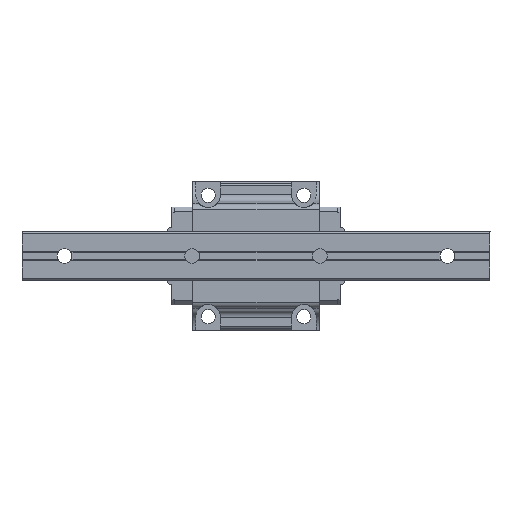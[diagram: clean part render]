
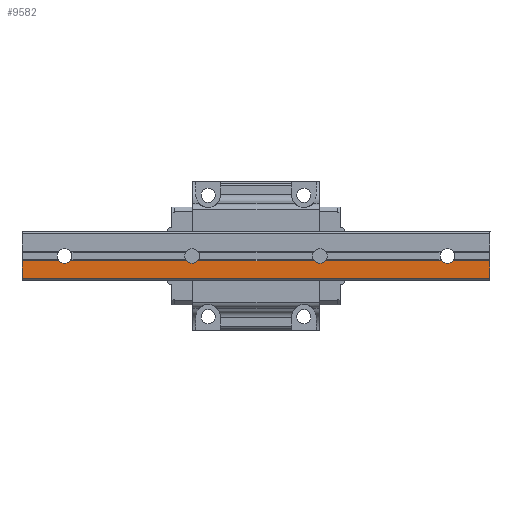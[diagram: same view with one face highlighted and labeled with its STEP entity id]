
A CAD part, front view. The second image highlights one B-rep face of the part: STEP entity #9582.
In plain terms, the highlighted planar face has unit normal (0, -1, 0).
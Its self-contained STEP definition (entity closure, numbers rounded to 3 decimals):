
#146 = EDGE_CURVE ( 'NONE', #7877, #7293, #2351, .T. ) ;
#148 = VECTOR ( 'NONE', #9089, 1000. ) ;
#158 = EDGE_CURVE ( 'NONE', #3830, #1375, #9558, .T. ) ;
#169 = LINE ( 'NONE', #4840, #988 ) ;
#207 = CIRCLE ( 'NONE', #3847, 3.5 ) ;
#224 = EDGE_CURVE ( 'NONE', #5367, #3830, #4471, .T. ) ;
#272 = CARTESIAN_POINT ( 'NONE',  ( 60., 0., 0. ) ) ;
#284 = CARTESIAN_POINT ( 'NONE',  ( 120., 0., 0. ) ) ;
#678 = ORIENTED_EDGE ( 'NONE', *, *, #10097, .T. ) ;
#822 = VERTEX_POINT ( 'NONE', #4863 ) ;
#988 = VECTOR ( 'NONE', #4873, 1000. ) ;
#1020 = CIRCLE ( 'NONE', #8970, 3.5 ) ;
#1098 = DIRECTION ( 'NONE',  ( 0., 1., 0. ) ) ;
#1234 = ORIENTED_EDGE ( 'NONE', *, *, #2185, .F. ) ;
#1271 = CARTESIAN_POINT ( 'NONE',  ( 120., 0., 0. ) ) ;
#1342 = AXIS2_PLACEMENT_3D ( 'NONE', #5830, #3019, #5746 ) ;
#1375 = VERTEX_POINT ( 'NONE', #8157 ) ;
#1401 = EDGE_CURVE ( 'NONE', #4258, #1748, #1849, .T. ) ;
#1403 = EDGE_LOOP ( 'NONE', ( #9843, #7802, #6020, #4484, #10989, #678, #9809, #11310, #10992, #1623, #6897, #1234, #8849, #5068, #10934, #10017 ) ) ;
#1491 = CARTESIAN_POINT ( 'NONE',  ( 177.319, 0., -2.25 ) ) ;
#1623 = ORIENTED_EDGE ( 'NONE', *, *, #2316, .T. ) ;
#1748 = VERTEX_POINT ( 'NONE', #7394 ) ;
#1849 = CIRCLE ( 'NONE', #4156, 3.5 ) ;
#1946 = EDGE_CURVE ( 'NONE', #7536, #4653, #2547, .T. ) ;
#2027 = CARTESIAN_POINT ( 'NONE',  ( 180., 0., 0. ) ) ;
#2133 = CARTESIAN_POINT ( 'NONE',  ( -20., 0., -2.25 ) ) ;
#2185 = EDGE_CURVE ( 'NONE', #10550, #5927, #169, .T. ) ;
#2263 = VECTOR ( 'NONE', #4808, 1000. ) ;
#2316 = EDGE_CURVE ( 'NONE', #1375, #8335, #11299, .T. ) ;
#2351 = LINE ( 'NONE', #10882, #9825 ) ;
#2375 = CARTESIAN_POINT ( 'NONE',  ( 182.681, 0., -2.25 ) ) ;
#2547 = CIRCLE ( 'NONE', #7590, 3.5 ) ;
#2632 = CARTESIAN_POINT ( 'NONE',  ( -20., 0., -2.25 ) ) ;
#2675 = CARTESIAN_POINT ( 'NONE',  ( 2.681, 0., -2.25 ) ) ;
#2696 = CARTESIAN_POINT ( 'NONE',  ( 117.319, 0., -2.25 ) ) ;
#2772 = VERTEX_POINT ( 'NONE', #5504 ) ;
#2999 = DIRECTION ( 'NONE',  ( 0., 0., -1. ) ) ;
#3019 = DIRECTION ( 'NONE',  ( 0., 1., 0. ) ) ;
#3049 = DIRECTION ( 'NONE',  ( -1., 0., 0. ) ) ;
#3206 = VECTOR ( 'NONE', #8154, 1000. ) ;
#3276 = LINE ( 'NONE', #10496, #6808 ) ;
#3433 = DIRECTION ( 'NONE',  ( 0., 0., -1. ) ) ;
#3506 = CARTESIAN_POINT ( 'NONE',  ( -20., 0., -10.5 ) ) ;
#3513 = CARTESIAN_POINT ( 'NONE',  ( 60., 0., 0. ) ) ;
#3719 = CARTESIAN_POINT ( 'NONE',  ( 122.681, 0., -2.25 ) ) ;
#3737 = VERTEX_POINT ( 'NONE', #1491 ) ;
#3830 = VERTEX_POINT ( 'NONE', #9524 ) ;
#3847 = AXIS2_PLACEMENT_3D ( 'NONE', #8366, #11047, #7583 ) ;
#4081 = VERTEX_POINT ( 'NONE', #2675 ) ;
#4113 = CIRCLE ( 'NONE', #1342, 3.5 ) ;
#4156 = AXIS2_PLACEMENT_3D ( 'NONE', #284, #1098, #11052 ) ;
#4258 = VERTEX_POINT ( 'NONE', #3719 ) ;
#4319 = DIRECTION ( 'NONE',  ( -1., 0., 0. ) ) ;
#4432 = AXIS2_PLACEMENT_3D ( 'NONE', #7039, #7913, #8731 ) ;
#4469 = CARTESIAN_POINT ( 'NONE',  ( -20., 0., -10.5 ) ) ;
#4471 = CIRCLE ( 'NONE', #8681, 3.5 ) ;
#4484 = ORIENTED_EDGE ( 'NONE', *, *, #6520, .T. ) ;
#4653 = VERTEX_POINT ( 'NONE', #11379 ) ;
#4808 = DIRECTION ( 'NONE',  ( 0., 0., -1. ) ) ;
#4840 = CARTESIAN_POINT ( 'NONE',  ( 200., 0., 0. ) ) ;
#4849 = AXIS2_PLACEMENT_3D ( 'NONE', #1271, #9318, #8444 ) ;
#4863 = CARTESIAN_POINT ( 'NONE',  ( 57.319, 0., -2.25 ) ) ;
#4873 = DIRECTION ( 'NONE',  ( 0., 0., -1. ) ) ;
#4936 = EDGE_CURVE ( 'NONE', #8335, #5927, #10561, .T. ) ;
#5065 = LINE ( 'NONE', #2133, #6892 ) ;
#5068 = ORIENTED_EDGE ( 'NONE', *, *, #1946, .T. ) ;
#5106 = DIRECTION ( 'NONE',  ( -1., 0., 0. ) ) ;
#5313 = CARTESIAN_POINT ( 'NONE',  ( 0., 0., 0. ) ) ;
#5367 = VERTEX_POINT ( 'NONE', #10284 ) ;
#5379 = DIRECTION ( 'NONE',  ( 0., 0., -1. ) ) ;
#5418 = EDGE_CURVE ( 'NONE', #1748, #7877, #9151, .T. ) ;
#5430 = EDGE_CURVE ( 'NONE', #3737, #4258, #5065, .T. ) ;
#5504 = CARTESIAN_POINT ( 'NONE',  ( 60., 0., -3.5 ) ) ;
#5746 = DIRECTION ( 'NONE',  ( 0., 0., -1. ) ) ;
#5830 = CARTESIAN_POINT ( 'NONE',  ( 0., 0., 0. ) ) ;
#5927 = VERTEX_POINT ( 'NONE', #6406 ) ;
#6020 = ORIENTED_EDGE ( 'NONE', *, *, #146, .T. ) ;
#6362 = CARTESIAN_POINT ( 'NONE',  ( -20., 0., -2.25 ) ) ;
#6406 = CARTESIAN_POINT ( 'NONE',  ( 200., 0., -10.5 ) ) ;
#6439 = CARTESIAN_POINT ( 'NONE',  ( 62.681, 0., -2.25 ) ) ;
#6520 = EDGE_CURVE ( 'NONE', #7293, #2772, #9117, .T. ) ;
#6808 = VECTOR ( 'NONE', #5106, 1000. ) ;
#6892 = VECTOR ( 'NONE', #3049, 1000. ) ;
#6897 = ORIENTED_EDGE ( 'NONE', *, *, #4936, .T. ) ;
#7039 = CARTESIAN_POINT ( 'NONE',  ( -20., 0., -10.5 ) ) ;
#7226 = DIRECTION ( 'NONE',  ( -1., 0., 0. ) ) ;
#7274 = LINE ( 'NONE', #2632, #8789 ) ;
#7293 = VERTEX_POINT ( 'NONE', #6439 ) ;
#7394 = CARTESIAN_POINT ( 'NONE',  ( 120., 0., -3.5 ) ) ;
#7536 = VERTEX_POINT ( 'NONE', #2375 ) ;
#7583 = DIRECTION ( 'NONE',  ( 0., 0., -1. ) ) ;
#7590 = AXIS2_PLACEMENT_3D ( 'NONE', #2027, #10615, #3433 ) ;
#7802 = ORIENTED_EDGE ( 'NONE', *, *, #5418, .T. ) ;
#7877 = VERTEX_POINT ( 'NONE', #2696 ) ;
#7913 = DIRECTION ( 'NONE',  ( 0., -1., 0. ) ) ;
#8154 = DIRECTION ( 'NONE',  ( -1., 0., 0. ) ) ;
#8157 = CARTESIAN_POINT ( 'NONE',  ( -20., 0., -2.25 ) ) ;
#8301 = EDGE_CURVE ( 'NONE', #10550, #7536, #7274, .T. ) ;
#8335 = VERTEX_POINT ( 'NONE', #3506 ) ;
#8366 = CARTESIAN_POINT ( 'NONE',  ( 180., 0., 0. ) ) ;
#8377 = FACE_OUTER_BOUND ( 'NONE', #1403, .T. ) ;
#8394 = DIRECTION ( 'NONE',  ( 0., 1., 0. ) ) ;
#8444 = DIRECTION ( 'NONE',  ( 0., 0., -1. ) ) ;
#8463 = CARTESIAN_POINT ( 'NONE',  ( -20., 0., 0. ) ) ;
#8629 = PLANE ( 'NONE',  #4432 ) ;
#8681 = AXIS2_PLACEMENT_3D ( 'NONE', #5313, #9800, #8973 ) ;
#8731 = DIRECTION ( 'NONE',  ( 0., 0., -1. ) ) ;
#8789 = VECTOR ( 'NONE', #4319, 1000. ) ;
#8849 = ORIENTED_EDGE ( 'NONE', *, *, #8301, .T. ) ;
#8970 = AXIS2_PLACEMENT_3D ( 'NONE', #3513, #11641, #5379 ) ;
#8973 = DIRECTION ( 'NONE',  ( 0., 0., -1. ) ) ;
#9089 = DIRECTION ( 'NONE',  ( 1., 0., 0. ) ) ;
#9117 = CIRCLE ( 'NONE', #11638, 3.5 ) ;
#9151 = CIRCLE ( 'NONE', #4849, 3.5 ) ;
#9318 = DIRECTION ( 'NONE',  ( 0., 1., 0. ) ) ;
#9361 = EDGE_CURVE ( 'NONE', #4653, #3737, #207, .T. ) ;
#9524 = CARTESIAN_POINT ( 'NONE',  ( -2.681, 0., -2.25 ) ) ;
#9558 = LINE ( 'NONE', #6362, #3206 ) ;
#9582 = ADVANCED_FACE ( 'NONE', ( #8377 ), #8629, .T. ) ;
#9800 = DIRECTION ( 'NONE',  ( 0., 1., 0. ) ) ;
#9809 = ORIENTED_EDGE ( 'NONE', *, *, #10544, .T. ) ;
#9825 = VECTOR ( 'NONE', #7226, 1000. ) ;
#9843 = ORIENTED_EDGE ( 'NONE', *, *, #1401, .T. ) ;
#10017 = ORIENTED_EDGE ( 'NONE', *, *, #5430, .T. ) ;
#10097 = EDGE_CURVE ( 'NONE', #822, #4081, #3276, .T. ) ;
#10217 = CARTESIAN_POINT ( 'NONE',  ( 200., 0., -2.25 ) ) ;
#10242 = EDGE_CURVE ( 'NONE', #2772, #822, #1020, .T. ) ;
#10284 = CARTESIAN_POINT ( 'NONE',  ( 0., 0., -3.5 ) ) ;
#10496 = CARTESIAN_POINT ( 'NONE',  ( -20., 0., -2.25 ) ) ;
#10544 = EDGE_CURVE ( 'NONE', #4081, #5367, #4113, .T. ) ;
#10550 = VERTEX_POINT ( 'NONE', #10217 ) ;
#10561 = LINE ( 'NONE', #4469, #148 ) ;
#10615 = DIRECTION ( 'NONE',  ( 0., 1., 0. ) ) ;
#10882 = CARTESIAN_POINT ( 'NONE',  ( -20., 0., -2.25 ) ) ;
#10934 = ORIENTED_EDGE ( 'NONE', *, *, #9361, .T. ) ;
#10989 = ORIENTED_EDGE ( 'NONE', *, *, #10242, .T. ) ;
#10992 = ORIENTED_EDGE ( 'NONE', *, *, #158, .T. ) ;
#11047 = DIRECTION ( 'NONE',  ( 0., 1., 0. ) ) ;
#11052 = DIRECTION ( 'NONE',  ( 0., 0., -1. ) ) ;
#11299 = LINE ( 'NONE', #8463, #2263 ) ;
#11310 = ORIENTED_EDGE ( 'NONE', *, *, #224, .T. ) ;
#11379 = CARTESIAN_POINT ( 'NONE',  ( 180., 0., -3.5 ) ) ;
#11638 = AXIS2_PLACEMENT_3D ( 'NONE', #272, #8394, #2999 ) ;
#11641 = DIRECTION ( 'NONE',  ( 0., 1., 0. ) ) ;
